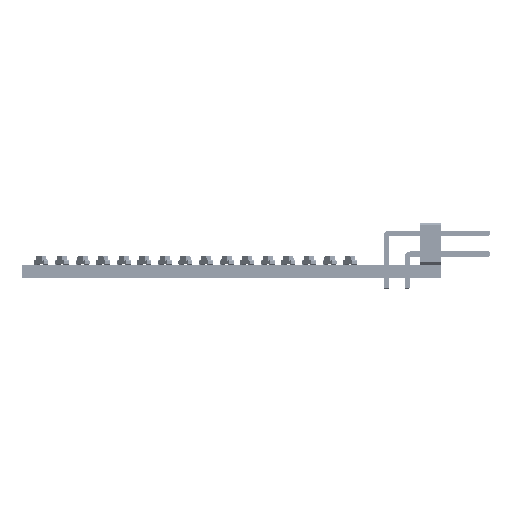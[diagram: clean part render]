
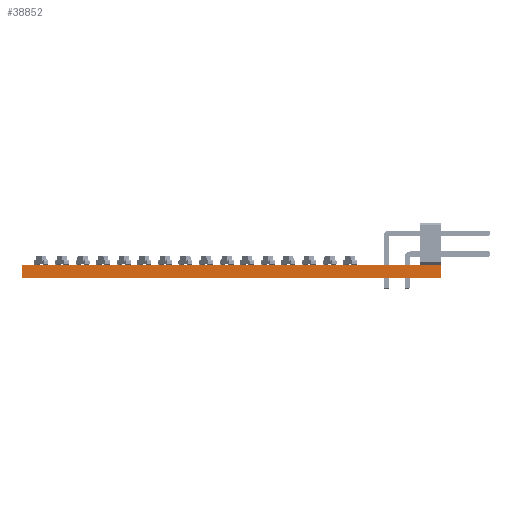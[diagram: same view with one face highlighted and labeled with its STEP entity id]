
A CAD part, left-side view. The second image highlights one B-rep face of the part: STEP entity #38852.
In plain terms, the highlighted planar face has unit normal (-1, 0, 0).
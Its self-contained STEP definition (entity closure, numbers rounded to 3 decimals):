
#38796 = VERTEX_POINT('',#38797);
#38797 = CARTESIAN_POINT('',(162.34,-135.99,1.6));
#38803 = EDGE_CURVE('',#38804,#38796,#38806,.T.);
#38804 = VERTEX_POINT('',#38805);
#38805 = CARTESIAN_POINT('',(162.34,-135.99,0.));
#38806 = LINE('',#38807,#38808);
#38807 = CARTESIAN_POINT('',(162.34,-135.99,0.));
#38808 = VECTOR('',#38809,1.);
#38809 = DIRECTION('',(0.,0.,1.));
#38852 = ADVANCED_FACE('',(#38853),#38878,.T.);
#38853 = FACE_BOUND('',#38854,.T.);
#38854 = EDGE_LOOP('',(#38855,#38856,#38864,#38872));
#38855 = ORIENTED_EDGE('',*,*,#38803,.T.);
#38856 = ORIENTED_EDGE('',*,*,#38857,.T.);
#38857 = EDGE_CURVE('',#38796,#38858,#38860,.T.);
#38858 = VERTEX_POINT('',#38859);
#38859 = CARTESIAN_POINT('',(162.34,-85.09,1.6));
#38860 = LINE('',#38861,#38862);
#38861 = CARTESIAN_POINT('',(162.34,-135.99,1.6));
#38862 = VECTOR('',#38863,1.);
#38863 = DIRECTION('',(0.,1.,0.));
#38864 = ORIENTED_EDGE('',*,*,#38865,.F.);
#38865 = EDGE_CURVE('',#38866,#38858,#38868,.T.);
#38866 = VERTEX_POINT('',#38867);
#38867 = CARTESIAN_POINT('',(162.34,-85.09,0.));
#38868 = LINE('',#38869,#38870);
#38869 = CARTESIAN_POINT('',(162.34,-85.09,0.));
#38870 = VECTOR('',#38871,1.);
#38871 = DIRECTION('',(0.,0.,1.));
#38872 = ORIENTED_EDGE('',*,*,#38873,.F.);
#38873 = EDGE_CURVE('',#38804,#38866,#38874,.T.);
#38874 = LINE('',#38875,#38876);
#38875 = CARTESIAN_POINT('',(162.34,-135.99,0.));
#38876 = VECTOR('',#38877,1.);
#38877 = DIRECTION('',(0.,1.,0.));
#38878 = PLANE('',#38879);
#38879 = AXIS2_PLACEMENT_3D('',#38880,#38881,#38882);
#38880 = CARTESIAN_POINT('',(162.34,-135.99,0.));
#38881 = DIRECTION('',(-1.,0.,0.));
#38882 = DIRECTION('',(0.,1.,0.));
